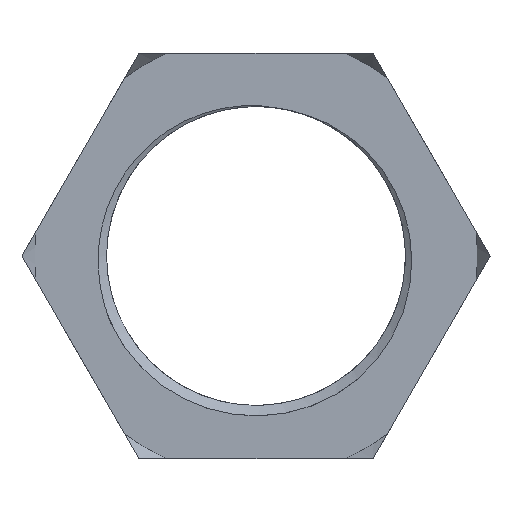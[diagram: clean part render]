
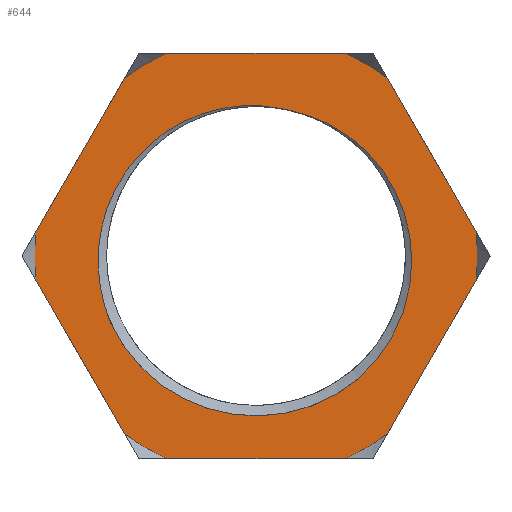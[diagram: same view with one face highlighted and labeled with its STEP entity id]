
A CAD part, left-side view. The second image highlights one B-rep face of the part: STEP entity #644.
In plain terms, the highlighted planar face has unit normal (-1, 0, 0).
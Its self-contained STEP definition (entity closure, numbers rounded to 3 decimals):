
#18=FACE_BOUND('',#188,.T.);
#21=B_SPLINE_CURVE_WITH_KNOTS('',3,(#1299,#1300,#1301,#1302,#1303,#1304,
#1305,#1306,#1307,#1308,#1309,#1310,#1311,#1312,#1313,#1314),
 .UNSPECIFIED.,.F.,.F.,(4,3,3,3,3,4),(-2.173,-1.94,
-1.445,-0.956,-0.474,0.),
 .UNSPECIFIED.);
#25=B_SPLINE_CURVE_WITH_KNOTS('',3,(#1660,#1661,#1662,#1663,#1664,#1665,
#1666,#1667,#1668,#1669,#1670,#1671,#1672,#1673,#1674,#1675),
 .UNSPECIFIED.,.F.,.F.,(4,3,3,3,3,4),(-2.176,-1.956,
-1.478,-0.993,-0.5,0.),
 .UNSPECIFIED.);
#36=LINE('',#895,#72);
#44=LINE('',#933,#80);
#51=LINE('',#968,#87);
#59=LINE('',#1017,#95);
#68=LINE('',#1062,#104);
#70=LINE('',#1079,#106);
#72=VECTOR('',#726,10.);
#80=VECTOR('',#746,10.);
#87=VECTOR('',#767,10.);
#95=VECTOR('',#793,10.);
#104=VECTOR('',#828,10.);
#106=VECTOR('',#832,10.);
#114=PLANE('',#714);
#150=FACE_OUTER_BOUND('',#187,.T.);
#187=EDGE_LOOP('',(#575,#576,#577,#578,#579,#580,#581,#582,#583,#584,#585,
#586));
#188=EDGE_LOOP('',(#587,#588,#589,#590));
#191=CIRCLE('',#658,14.2);
#194=CIRCLE('',#664,14.2);
#203=CIRCLE('',#684,14.2);
#204=CIRCLE('',#686,14.2);
#205=CIRCLE('',#688,14.2);
#206=CIRCLE('',#690,14.2);
#215=CIRCLE('',#711,9.59);
#216=CIRCLE('',#713,10.26);
#245=VERTEX_POINT('',#892);
#246=VERTEX_POINT('',#894);
#254=VERTEX_POINT('',#918);
#257=VERTEX_POINT('',#930);
#258=VERTEX_POINT('',#932);
#266=VERTEX_POINT('',#965);
#267=VERTEX_POINT('',#967);
#280=VERTEX_POINT('',#1014);
#281=VERTEX_POINT('',#1016);
#290=VERTEX_POINT('',#1048);
#291=VERTEX_POINT('',#1054);
#292=VERTEX_POINT('',#1058);
#299=VERTEX_POINT('',#1297);
#300=VERTEX_POINT('',#1298);
#301=VERTEX_POINT('',#1456);
#302=VERTEX_POINT('',#1659);
#308=EDGE_CURVE('',#245,#246,#36,.T.);
#318=EDGE_CURVE('',#254,#245,#191,.T.);
#323=EDGE_CURVE('',#257,#258,#44,.T.);
#331=EDGE_CURVE('',#246,#257,#194,.T.);
#337=EDGE_CURVE('',#266,#267,#51,.T.);
#355=EDGE_CURVE('',#280,#281,#59,.T.);
#367=EDGE_CURVE('',#281,#290,#203,.T.);
#369=EDGE_CURVE('',#258,#266,#204,.T.);
#371=EDGE_CURVE('',#291,#280,#205,.T.);
#372=EDGE_CURVE('',#267,#292,#206,.T.);
#374=EDGE_CURVE('',#292,#291,#68,.T.);
#380=EDGE_CURVE('',#290,#254,#70,.T.);
#391=EDGE_CURVE('',#299,#300,#21,.T.);
#394=EDGE_CURVE('',#300,#301,#215,.T.);
#396=EDGE_CURVE('',#301,#302,#25,.T.);
#398=EDGE_CURVE('',#299,#302,#216,.T.);
#575=ORIENTED_EDGE('',*,*,#308,.F.);
#576=ORIENTED_EDGE('',*,*,#318,.F.);
#577=ORIENTED_EDGE('',*,*,#380,.F.);
#578=ORIENTED_EDGE('',*,*,#367,.F.);
#579=ORIENTED_EDGE('',*,*,#355,.F.);
#580=ORIENTED_EDGE('',*,*,#371,.F.);
#581=ORIENTED_EDGE('',*,*,#374,.F.);
#582=ORIENTED_EDGE('',*,*,#372,.F.);
#583=ORIENTED_EDGE('',*,*,#337,.F.);
#584=ORIENTED_EDGE('',*,*,#369,.F.);
#585=ORIENTED_EDGE('',*,*,#323,.F.);
#586=ORIENTED_EDGE('',*,*,#331,.F.);
#587=ORIENTED_EDGE('',*,*,#398,.T.);
#588=ORIENTED_EDGE('',*,*,#396,.F.);
#589=ORIENTED_EDGE('',*,*,#394,.F.);
#590=ORIENTED_EDGE('',*,*,#391,.F.);
#644=ADVANCED_FACE('',(#150,#18),#114,.T.);
#658=AXIS2_PLACEMENT_3D('',#920,#735,#736);
#664=AXIS2_PLACEMENT_3D('',#953,#753,#754);
#684=AXIS2_PLACEMENT_3D('',#1049,#809,#810);
#686=AXIS2_PLACEMENT_3D('',#1052,#814,#815);
#688=AXIS2_PLACEMENT_3D('',#1056,#819,#820);
#690=AXIS2_PLACEMENT_3D('',#1059,#823,#824);
#711=AXIS2_PLACEMENT_3D('',#1457,#869,#870);
#713=AXIS2_PLACEMENT_3D('',#1714,#873,#874);
#714=AXIS2_PLACEMENT_3D('',#1715,#875,#876);
#726=DIRECTION('',(0.,-0.5,0.866));
#735=DIRECTION('center_axis',(1.,0.,0.));
#736=DIRECTION('ref_axis',(0.,0.,-1.));
#746=DIRECTION('',(0.,-1.,0.));
#753=DIRECTION('center_axis',(1.,0.,0.));
#754=DIRECTION('ref_axis',(0.,0.,-1.));
#767=DIRECTION('',(0.,-0.5,-0.866));
#793=DIRECTION('',(0.,1.,0.));
#809=DIRECTION('center_axis',(1.,0.,0.));
#810=DIRECTION('ref_axis',(0.,0.,-1.));
#814=DIRECTION('center_axis',(1.,0.,0.));
#815=DIRECTION('ref_axis',(0.,0.,-1.));
#819=DIRECTION('center_axis',(1.,0.,0.));
#820=DIRECTION('ref_axis',(0.,0.,-1.));
#823=DIRECTION('center_axis',(1.,0.,0.));
#824=DIRECTION('ref_axis',(0.,0.,-1.));
#828=DIRECTION('',(0.,0.5,-0.866));
#832=DIRECTION('',(0.,0.5,0.866));
#869=DIRECTION('center_axis',(-1.,0.,0.));
#870=DIRECTION('ref_axis',(0.,0.,1.));
#873=DIRECTION('center_axis',(1.,0.,0.));
#874=DIRECTION('ref_axis',(0.,0.,-1.));
#875=DIRECTION('center_axis',(-1.,0.,0.));
#876=DIRECTION('ref_axis',(0.,0.,1.));
#892=CARTESIAN_POINT('',(-3.68,14.115,1.552));
#894=CARTESIAN_POINT('',(-3.68,8.402,11.448));
#895=CARTESIAN_POINT('',(-3.68,9.382,9.75));
#918=CARTESIAN_POINT('',(-3.68,14.115,-1.552));
#920=CARTESIAN_POINT('Origin',(-3.68,0.,0.));
#930=CARTESIAN_POINT('',(-3.68,5.713,13.));
#932=CARTESIAN_POINT('',(-3.68,-5.713,13.));
#933=CARTESIAN_POINT('',(-3.68,-3.753,13.));
#953=CARTESIAN_POINT('Origin',(-3.68,0.,0.));
#965=CARTESIAN_POINT('',(-3.68,-8.402,11.448));
#967=CARTESIAN_POINT('',(-3.68,-14.115,1.552));
#968=CARTESIAN_POINT('',(-3.68,-13.135,3.25));
#1014=CARTESIAN_POINT('',(-3.68,-5.713,-13.));
#1016=CARTESIAN_POINT('',(-3.68,5.713,-13.));
#1017=CARTESIAN_POINT('',(-3.68,3.753,-13.));
#1048=CARTESIAN_POINT('',(-3.68,8.402,-11.448));
#1049=CARTESIAN_POINT('Origin',(-3.68,0.,0.));
#1052=CARTESIAN_POINT('Origin',(-3.68,0.,0.));
#1054=CARTESIAN_POINT('',(-3.68,-8.402,-11.448));
#1056=CARTESIAN_POINT('Origin',(-3.68,0.,0.));
#1058=CARTESIAN_POINT('',(-3.68,-14.115,-1.552));
#1059=CARTESIAN_POINT('Origin',(-3.68,0.,0.));
#1062=CARTESIAN_POINT('',(-3.68,-9.382,-9.75));
#1079=CARTESIAN_POINT('',(-3.68,13.135,-3.25));
#1297=CARTESIAN_POINT('',(-3.68,-6.536,-7.908));
#1298=CARTESIAN_POINT('',(-3.68,-2.534,9.249));
#1299=CARTESIAN_POINT('Ctrl Pts',(-3.68,-6.536,-7.908));
#1300=CARTESIAN_POINT('Ctrl Pts',(-3.68,-7.12,-7.395));
#1301=CARTESIAN_POINT('Ctrl Pts',(-3.68,-7.645,-6.818));
#1302=CARTESIAN_POINT('Ctrl Pts',(-3.68,-8.097,-6.188));
#1303=CARTESIAN_POINT('Ctrl Pts',(-3.68,-9.058,-4.849));
#1304=CARTESIAN_POINT('Ctrl Pts',(-3.68,-9.688,-3.267));
#1305=CARTESIAN_POINT('Ctrl Pts',(-3.68,-9.907,-1.635));
#1306=CARTESIAN_POINT('Ctrl Pts',(-3.68,-10.122,-0.025));
#1307=CARTESIAN_POINT('Ctrl Pts',(-3.68,-9.938,1.642));
#1308=CARTESIAN_POINT('Ctrl Pts',(-3.68,-9.372,3.162));
#1309=CARTESIAN_POINT('Ctrl Pts',(-3.68,-8.814,4.66));
#1310=CARTESIAN_POINT('Ctrl Pts',(-3.68,-7.882,6.024));
#1311=CARTESIAN_POINT('Ctrl Pts',(-3.68,-6.685,7.085));
#1312=CARTESIAN_POINT('Ctrl Pts',(-3.68,-5.506,8.129));
#1313=CARTESIAN_POINT('Ctrl Pts',(-3.68,-4.071,8.881));
#1314=CARTESIAN_POINT('Ctrl Pts',(-3.68,-2.534,9.249));
#1456=CARTESIAN_POINT('',(-3.68,-1.7,9.438));
#1457=CARTESIAN_POINT('Origin',(-3.68,0.,0.));
#1659=CARTESIAN_POINT('',(-3.68,9.307,-4.319));
#1660=CARTESIAN_POINT('Ctrl Pts',(-3.68,-1.7,9.437));
#1661=CARTESIAN_POINT('Ctrl Pts',(-3.68,-0.984,9.59));
#1662=CARTESIAN_POINT('Ctrl Pts',(-3.68,-0.254,9.662));
#1663=CARTESIAN_POINT('Ctrl Pts',(-3.68,0.476,9.649));
#1664=CARTESIAN_POINT('Ctrl Pts',(-3.68,2.061,9.621));
#1665=CARTESIAN_POINT('Ctrl Pts',(-3.68,3.644,9.193));
#1666=CARTESIAN_POINT('Ctrl Pts',(-3.68,5.029,8.423));
#1667=CARTESIAN_POINT('Ctrl Pts',(-3.68,6.438,7.641));
#1668=CARTESIAN_POINT('Ctrl Pts',(-3.68,7.651,6.503));
#1669=CARTESIAN_POINT('Ctrl Pts',(-3.68,8.525,5.151));
#1670=CARTESIAN_POINT('Ctrl Pts',(-3.68,9.413,3.78));
#1671=CARTESIAN_POINT('Ctrl Pts',(-3.68,9.957,2.181));
#1672=CARTESIAN_POINT('Ctrl Pts',(-3.68,10.096,0.551));
#1673=CARTESIAN_POINT('Ctrl Pts',(-3.68,10.236,-1.102));
#1674=CARTESIAN_POINT('Ctrl Pts',(-3.68,9.963,-2.787));
#1675=CARTESIAN_POINT('Ctrl Pts',(-3.68,9.307,-4.319));
#1714=CARTESIAN_POINT('Origin',(-3.68,0.,0.));
#1715=CARTESIAN_POINT('Origin',(-3.68,15.011,0.));
